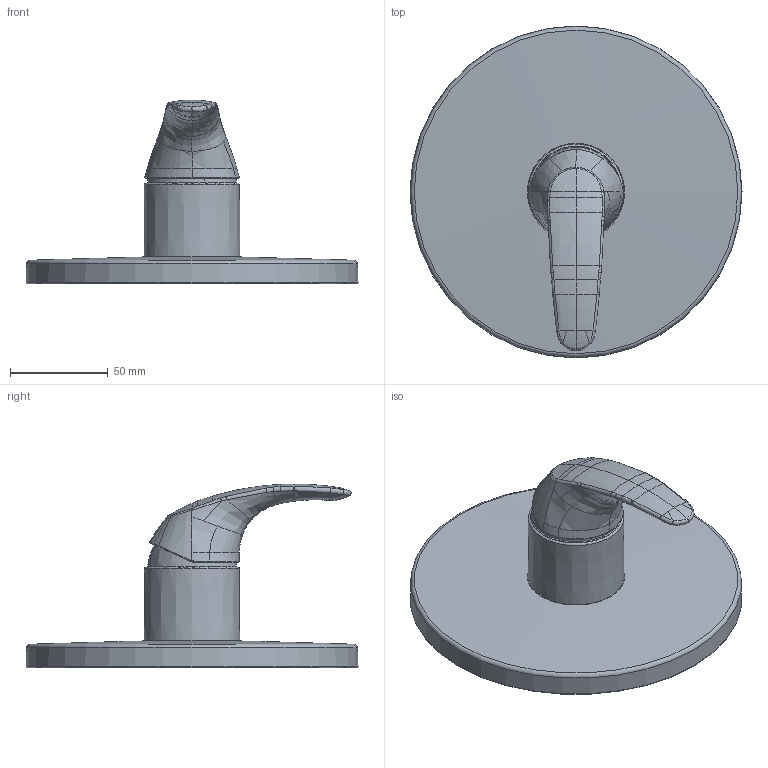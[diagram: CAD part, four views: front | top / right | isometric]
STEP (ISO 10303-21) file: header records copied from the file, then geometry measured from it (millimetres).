
FILE_DESCRIPTION (( 'STEP AP203' ), '1' );
FILE_NAME ('1463C(2016)+86279103.STEP', '2017-03-09T05:43:16', ( '' ), ( '' ), 'SwSTEP 2.0', 'SolidWorks 2016', '' );
FILE_SCHEMA (( 'CONFIG_CONTROL_DESIGN' ));
Length unit declared in the file: millimetre
Products named in the file (1): 1463C(2016)+86279103
Bounding box: 170 x 170 x 94.2 mm (x, y, z)
Volume: 421202 mm3; surface area: 63738 mm2
Topology: 1 solids, 1 shells, 99 faces, 227 edges, 133 vertices
Faces by surface type: bspline 85, plane 5, cylinder 4, torus 2, cone 2, sphere 1
Entity records: 8149 total; most frequent: CARTESIAN_POINT 6515, ORIENTED_EDGE 440, EDGE_CURVE 220, B_SPLINE_CURVE_WITH_KNOTS 187, VERTEX_POINT 131, EDGE_LOOP 107, FACE_OUTER_BOUND 103, ADVANCED_FACE 99
